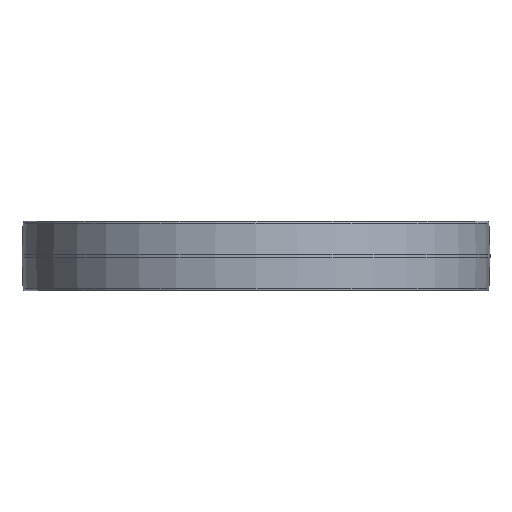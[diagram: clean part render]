
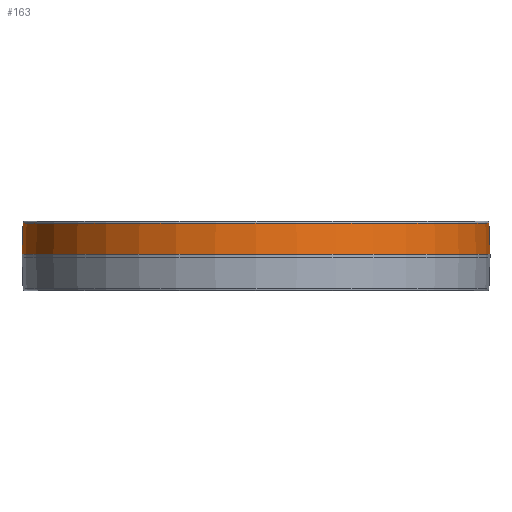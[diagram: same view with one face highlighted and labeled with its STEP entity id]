
A CAD part, front view. The second image highlights one B-rep face of the part: STEP entity #163.
In plain terms, the highlighted conical face has half-angle 2 degrees and reference radius 13.434 mm.
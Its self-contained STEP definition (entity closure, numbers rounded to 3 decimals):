
#92=CONICAL_SURFACE('',#665,13.434,2.);
#106=CIRCLE('',#663,13.5);
#107=CIRCLE('',#664,13.437);
#127=FACE_BOUND('',#212,.T.);
#128=FACE_BOUND('',#213,.T.);
#163=ADVANCED_FACE('',(#127,#128),#92,.T.);
#212=EDGE_LOOP('',(#362));
#213=EDGE_LOOP('',(#363));
#362=ORIENTED_EDGE('',*,*,#526,.T.);
#363=ORIENTED_EDGE('',*,*,#527,.T.);
#451=VERTEX_POINT('',#1037);
#452=VERTEX_POINT('',#1039);
#526=EDGE_CURVE('',#451,#451,#106,.T.);
#527=EDGE_CURVE('',#452,#452,#107,.T.);
#663=AXIS2_PLACEMENT_3D('',#1036,#777,#778);
#664=AXIS2_PLACEMENT_3D('',#1038,#779,#780);
#665=AXIS2_PLACEMENT_3D('',#1040,#781,#782);
#777=DIRECTION('',(0.,0.,1.));
#778=DIRECTION('',(1.,0.,0.));
#779=DIRECTION('',(0.,0.,-1.));
#780=DIRECTION('',(1.,0.,0.));
#781=DIRECTION('',(0.,0.,-1.));
#782=DIRECTION('',(-1.,0.,0.));
#1036=CARTESIAN_POINT('',(0.,0.,2.102));
#1037=CARTESIAN_POINT('',(13.5,0.,2.102));
#1038=CARTESIAN_POINT('',(0.,0.,3.903));
#1039=CARTESIAN_POINT('',(13.437,0.,3.903));
#1040=CARTESIAN_POINT('',(0.,0.,4.));
